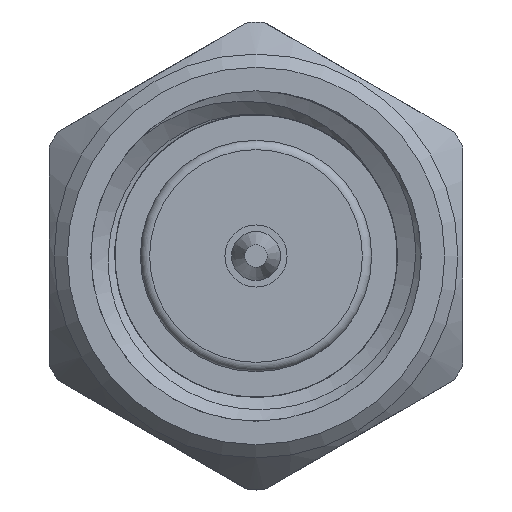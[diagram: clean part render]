
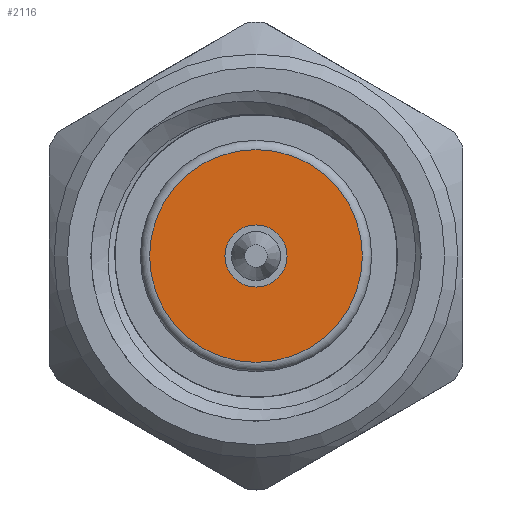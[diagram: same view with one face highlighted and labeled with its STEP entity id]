
A CAD part, left-side view. The second image highlights one B-rep face of the part: STEP entity #2116.
In plain terms, the highlighted planar face has unit normal (-1, 0, 0).
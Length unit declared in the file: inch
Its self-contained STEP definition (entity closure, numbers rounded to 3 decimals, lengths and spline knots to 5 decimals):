
#6 = AXIS2_PLACEMENT_3D ( 'NONE', #437, #1110, #71 ) ;
#71 = DIRECTION ( 'NONE',  ( 0., 0., -1. ) ) ;
#87 = DIRECTION ( 'NONE',  ( -1., 0., 0. ) ) ;
#96 = CARTESIAN_POINT ( 'NONE',  ( 0.1, 0., 0. ) ) ;
#102 = FACE_OUTER_BOUND ( 'NONE', #962, .T. ) ;
#254 = DIRECTION ( 'NONE',  ( 0., 0., -1. ) ) ;
#265 = CIRCLE ( 'NONE', #6, 0.0235 ) ;
#299 = CARTESIAN_POINT ( 'NONE',  ( 0.1, 0., -0.0235 ) ) ;
#411 = CARTESIAN_POINT ( 'NONE',  ( 0.1, 0., 0. ) ) ;
#437 = CARTESIAN_POINT ( 'NONE',  ( 0.1, 0., 0. ) ) ;
#480 = CARTESIAN_POINT ( 'NONE',  ( 0.1, 0., -0.0805 ) ) ;
#519 = VERTEX_POINT ( 'NONE', #299 ) ;
#708 = AXIS2_PLACEMENT_3D ( 'NONE', #96, #2110, #1759 ) ;
#752 = EDGE_CURVE ( 'NONE', #519, #519, #265, .T. ) ;
#809 = AXIS2_PLACEMENT_3D ( 'NONE', #411, #87, #254 ) ;
#817 = VERTEX_POINT ( 'NONE', #480 ) ;
#823 = CIRCLE ( 'NONE', #809, 0.0805 ) ;
#834 = ORIENTED_EDGE ( 'NONE', *, *, #952, .T. ) ;
#952 = EDGE_CURVE ( 'NONE', #817, #817, #823, .T. ) ;
#958 = PLANE ( 'NONE',  #708 ) ;
#962 = EDGE_LOOP ( 'NONE', ( #834 ) ) ;
#1110 = DIRECTION ( 'NONE',  ( -1., 0., 0. ) ) ;
#1397 = ORIENTED_EDGE ( 'NONE', *, *, #752, .F. ) ;
#1759 = DIRECTION ( 'NONE',  ( 0., 0., -1. ) ) ;
#1829 = FACE_BOUND ( 'NONE', #2019, .T. ) ;
#2019 = EDGE_LOOP ( 'NONE', ( #1397 ) ) ;
#2110 = DIRECTION ( 'NONE',  ( 1., 0., 0. ) ) ;
#2116 = ADVANCED_FACE ( 'NONE', ( #102, #1829 ), #958, .F. ) ;
